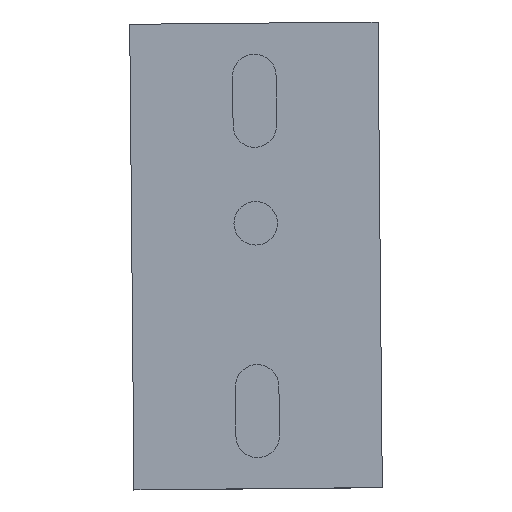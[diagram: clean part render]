
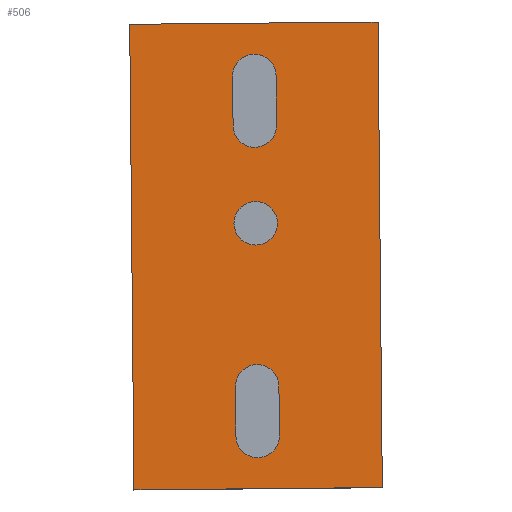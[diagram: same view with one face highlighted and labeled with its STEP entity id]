
A CAD part, top view. The second image highlights one B-rep face of the part: STEP entity #506.
In plain terms, the highlighted planar face has unit normal (0, 0.005, 1).
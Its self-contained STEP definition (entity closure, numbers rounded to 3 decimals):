
#94=FACE_OUTER_BOUND('',#128,.T.);
#128=EDGE_LOOP('',(#370,#371,#372,#373));
#162=LINE('',#761,#206);
#163=LINE('',#763,#207);
#164=LINE('',#765,#208);
#165=LINE('',#766,#209);
#206=VECTOR('',#603,1.);
#207=VECTOR('',#604,1.);
#208=VECTOR('',#605,1.);
#209=VECTOR('',#606,1.);
#250=VERTEX_POINT('',#759);
#251=VERTEX_POINT('',#760);
#252=VERTEX_POINT('',#762);
#253=VERTEX_POINT('',#764);
#304=EDGE_CURVE('',#250,#251,#162,.F.);
#305=EDGE_CURVE('',#251,#252,#163,.T.);
#306=EDGE_CURVE('',#252,#253,#164,.T.);
#307=EDGE_CURVE('',#253,#250,#165,.F.);
#370=ORIENTED_EDGE('',*,*,#304,.T.);
#371=ORIENTED_EDGE('',*,*,#305,.T.);
#372=ORIENTED_EDGE('',*,*,#306,.T.);
#373=ORIENTED_EDGE('',*,*,#307,.T.);
#472=PLANE('',#543);
#506=ADVANCED_FACE('',(#94),#472,.F.);
#543=AXIS2_PLACEMENT_3D('',#758,#601,#602);
#601=DIRECTION('center_axis',(0.,-0.005,
-1.));
#602=DIRECTION('ref_axis',(-1.,-0.009,0.));
#603=DIRECTION('',(-1.,-0.009,0.));
#604=DIRECTION('',(-0.009,1.,-0.005));
#605=DIRECTION('',(-1.,-0.009,0.));
#606=DIRECTION('',(-0.009,1.,-0.005));
#758=CARTESIAN_POINT('Origin',(24.217,21.755,107.508));
#759=CARTESIAN_POINT('',(-15.091,-53.609,107.861));
#760=CARTESIAN_POINT('',(64.906,-52.873,107.857));
#761=CARTESIAN_POINT('',(24.908,-53.241,107.859));
#762=CARTESIAN_POINT('',(63.525,97.119,107.156));
#763=CARTESIAN_POINT('',(64.215,22.123,107.507));
#764=CARTESIAN_POINT('',(-16.472,96.383,107.159));
#765=CARTESIAN_POINT('',(23.527,96.751,107.157));
#766=CARTESIAN_POINT('',(-15.781,21.387,107.51));
